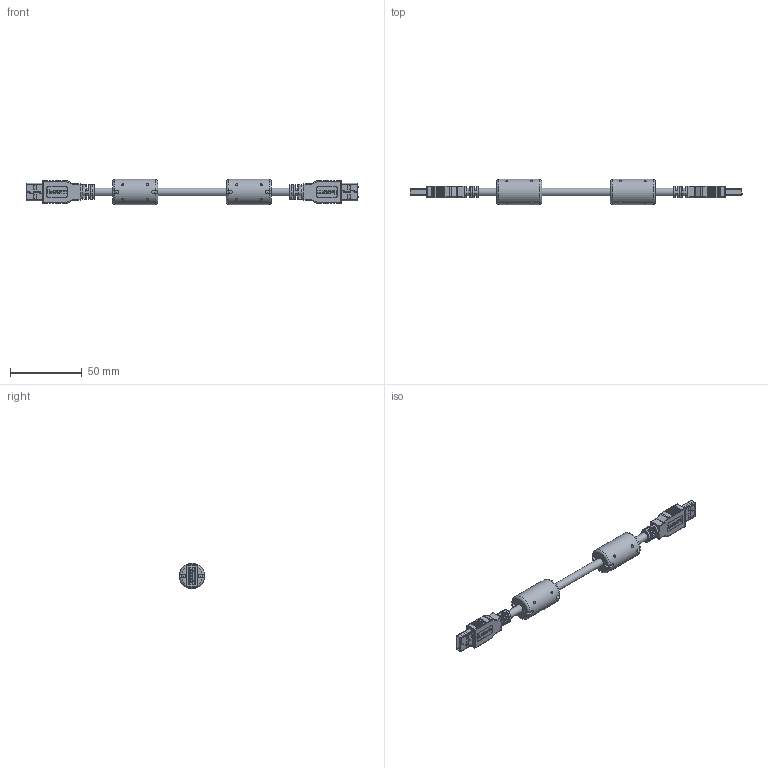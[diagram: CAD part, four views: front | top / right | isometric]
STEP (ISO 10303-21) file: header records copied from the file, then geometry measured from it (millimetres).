
FILE_DESCRIPTION (( 'STEP AP214' ), '1' );
FILE_NAME ('U3A00008.STEP', '2018-04-19T15:59:41', ( '' ), ( '' ), 'SwSTEP 2.0', 'SolidWorks 2017', '' );
FILE_SCHEMA (( 'AUTOMOTIVE_DESIGN' ));
Length unit declared in the file: inch
Products named in the file (13): MTN-286_1AM07-032 FERRITE; 1AM07-048; 1AM07-032___; MTN-286___; MTN-594_NO CABLE; 1AA05-046-MA2_Without Crimp; 1AA05-046-MA1; MTN-593; 1AA05-046-MA3; 3AC08-027; U3A00008
Assembly tree (14 placements, depth 4):
  U3A00008
    3AC08-027
    MTN-594_NO CABLE  x2
      MTN-593
        1AA05-046-MA3
        MTN-593
      1AA05-046-MA1
      1AA05-046-MA2_Without Crimp
      MTN-594_NO CABLE
    MTN-286_1AM07-032 FERRITE  x2
      MTN-286___
      1AM07-032___
      1AM07-048
Bounding box: 232 x 17.7 x 17.64 mm (x, y, z)
Volume: 31630.7 mm3; surface area: 29987.4 mm2
Topology: 45 solids, 45 shells, 2891 faces, 7773 edges, 5100 vertices
Faces by surface type: plane 2132, cylinder 479, bspline 212, torus 52, sphere 16
Full cylindrical faces by diameter (mm): 0.9 x8, 1.5 x16, 5.486 x1, 5.5 x4, 6 x4, 6.35 x2, 8 x2, 14.2 x6, 17.7 x2
Entity records: 54076 total; most frequent: CARTESIAN_POINT 14471, ORIENTED_EDGE 7664, DIRECTION 6690, EDGE_CURVE 3832, LINE 3016, VECTOR 3016, VERTEX_POINT 2540, AXIS2_PLACEMENT_3D 1837
